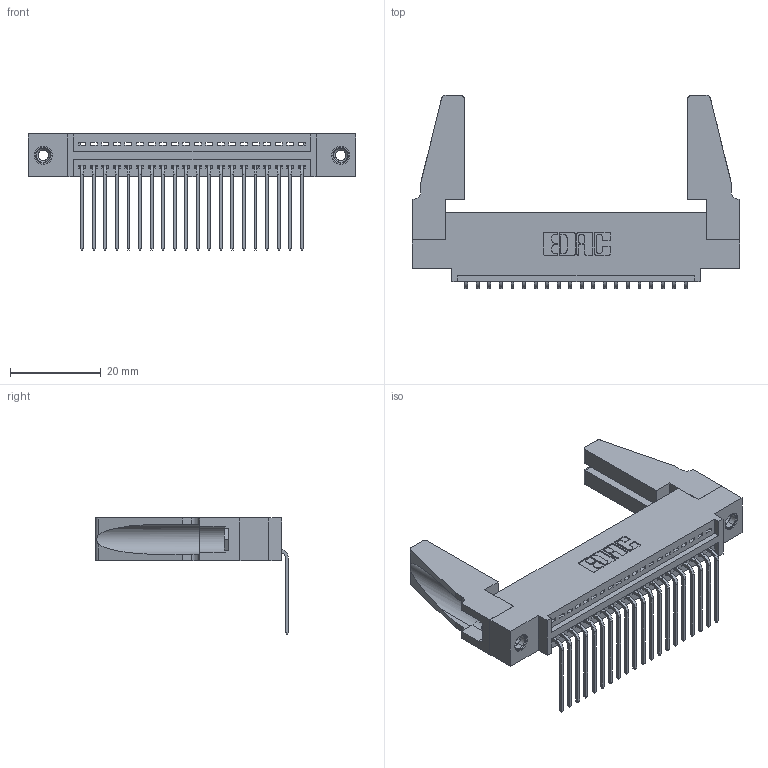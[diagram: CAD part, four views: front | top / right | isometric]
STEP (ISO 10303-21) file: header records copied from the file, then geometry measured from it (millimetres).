
FILE_DESCRIPTION (( 'STEP AP203' ), '1' );
FILE_NAME ('395-020-559-488.STEP', '2019-10-17T19:33:58', ( '' ), ( '' ), 'SwSTEP 2.0', 'SolidWorks 2016', '' );
FILE_SCHEMA (( 'CONFIG_CONTROL_DESIGN' ));
Length unit declared in the file: inch
Products named in the file (5): 345-292-001_558 559 Tail - 1; 345 Part_0.110 Offset - 0.156 Dia-TH; 395-020-559-488; 345-220-078_345-220-088; 345-250-001_345-250-001-102
Assembly tree (25 placements, depth 2):
  395-020-559-488
    345 Part_0.110 Offset - 0.156 Dia-TH
    345-292-001_558 559 Tail - 1  x20
    345-250-001_345-250-001-102  x2
    345-220-078_345-220-088  x2
Bounding box: 72.03 x 42.41 x 25.53 mm (x, y, z)
Volume: 9907.5 mm3; surface area: 12147.5 mm2
Topology: 25 solids, 25 shells, 1454 faces, 4307 edges, 2834 vertices
Faces by surface type: plane 996, cylinder 442, cone 12, torus 4
Entity records: 20378 total; most frequent: CARTESIAN_POINT 3522, ORIENTED_EDGE 3436, DIRECTION 3114, EDGE_CURVE 1718, VECTOR 1464, LINE 1464, VERTEX_POINT 1138, AXIS2_PLACEMENT_3D 825
